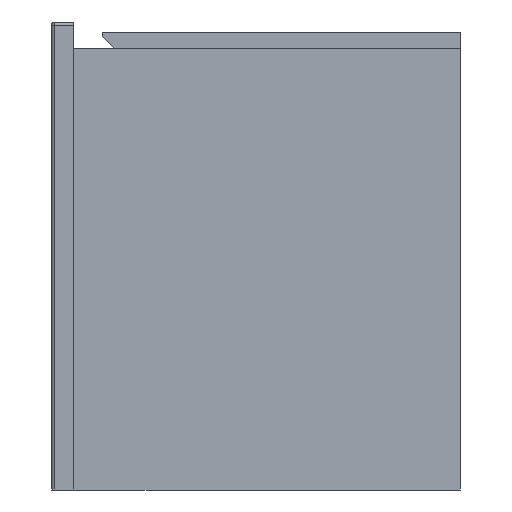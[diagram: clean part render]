
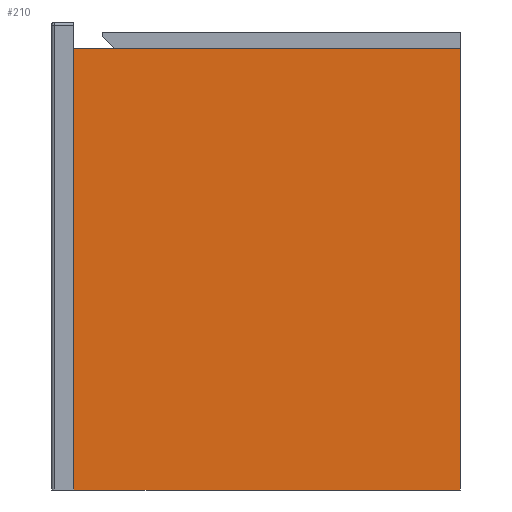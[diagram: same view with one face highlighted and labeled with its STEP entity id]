
A CAD part, left-side view. The second image highlights one B-rep face of the part: STEP entity #210.
In plain terms, the highlighted planar face has unit normal (-1, 0, 0).
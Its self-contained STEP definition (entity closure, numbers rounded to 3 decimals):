
#91 = EDGE_LOOP ( 'NONE', ( #318, #736, #2321, #2014 ) ) ;
#102 = DIRECTION ( 'NONE',  ( 0., 1., 0. ) ) ;
#210 = ADVANCED_FACE ( 'NONE', ( #2034 ), #1492, .T. ) ;
#218 = LINE ( 'NONE', #2690, #1180 ) ;
#315 = VERTEX_POINT ( 'NONE', #2041 ) ;
#318 = ORIENTED_EDGE ( 'NONE', *, *, #1159, .F. ) ;
#482 = CARTESIAN_POINT ( 'NONE',  ( -294., 190., 434. ) ) ;
#643 = CARTESIAN_POINT ( 'NONE',  ( -294., -190., 434. ) ) ;
#707 = CARTESIAN_POINT ( 'NONE',  ( -294., 190., 434. ) ) ;
#711 = EDGE_CURVE ( 'NONE', #1357, #795, #2726, .T. ) ;
#736 = ORIENTED_EDGE ( 'NONE', *, *, #711, .F. ) ;
#781 = DIRECTION ( 'NONE',  ( 0., -1., 0. ) ) ;
#787 = DIRECTION ( 'NONE',  ( 0., 0., -1. ) ) ;
#795 = VERTEX_POINT ( 'NONE', #1468 ) ;
#980 = EDGE_CURVE ( 'NONE', #1829, #315, #2655, .T. ) ;
#1159 = EDGE_CURVE ( 'NONE', #795, #315, #2832, .T. ) ;
#1180 = VECTOR ( 'NONE', #102, 1000. ) ;
#1357 = VERTEX_POINT ( 'NONE', #643 ) ;
#1434 = VECTOR ( 'NONE', #2282, 1000. ) ;
#1468 = CARTESIAN_POINT ( 'NONE',  ( -294., -190., 0. ) ) ;
#1492 = PLANE ( 'NONE',  #1909 ) ;
#1731 = VECTOR ( 'NONE', #787, 1000. ) ;
#1829 = VERTEX_POINT ( 'NONE', #482 ) ;
#1909 = AXIS2_PLACEMENT_3D ( 'NONE', #2663, #1964, #781 ) ;
#1964 = DIRECTION ( 'NONE',  ( -1., 0., 0. ) ) ;
#2014 = ORIENTED_EDGE ( 'NONE', *, *, #980, .T. ) ;
#2034 = FACE_OUTER_BOUND ( 'NONE', #91, .T. ) ;
#2041 = CARTESIAN_POINT ( 'NONE',  ( -294., 190., 0. ) ) ;
#2282 = DIRECTION ( 'NONE',  ( 0., 1., 0. ) ) ;
#2321 = ORIENTED_EDGE ( 'NONE', *, *, #2749, .T. ) ;
#2645 = DIRECTION ( 'NONE',  ( 0., 0., -1. ) ) ;
#2655 = LINE ( 'NONE', #707, #1731 ) ;
#2663 = CARTESIAN_POINT ( 'NONE',  ( -294., 190., 434. ) ) ;
#2690 = CARTESIAN_POINT ( 'NONE',  ( -294., 190., 434. ) ) ;
#2726 = LINE ( 'NONE', #2863, #2988 ) ;
#2749 = EDGE_CURVE ( 'NONE', #1357, #1829, #218, .T. ) ;
#2832 = LINE ( 'NONE', #2864, #1434 ) ;
#2863 = CARTESIAN_POINT ( 'NONE',  ( -294., -190., 434. ) ) ;
#2864 = CARTESIAN_POINT ( 'NONE',  ( -294., 190., 0. ) ) ;
#2988 = VECTOR ( 'NONE', #2645, 1000. ) ;
